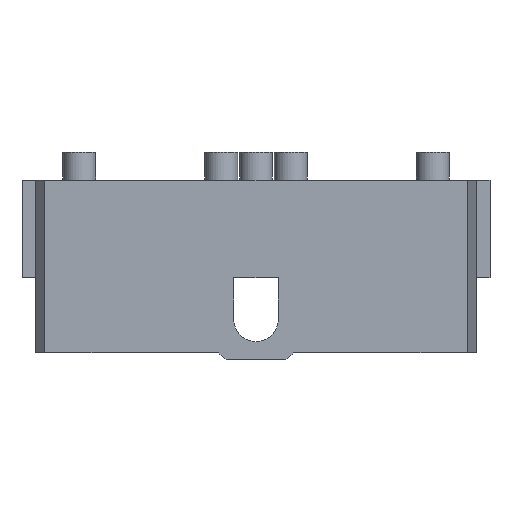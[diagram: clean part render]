
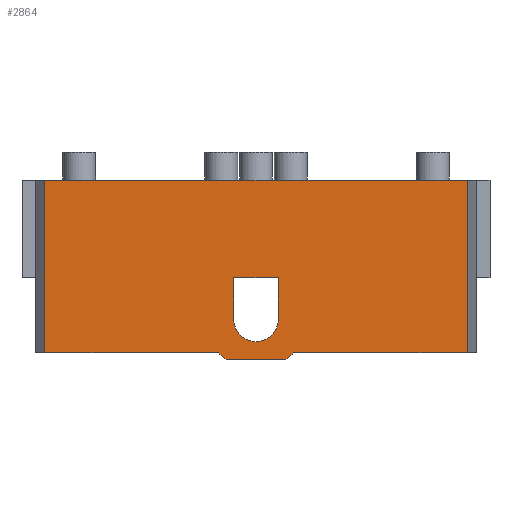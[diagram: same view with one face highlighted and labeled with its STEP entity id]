
A CAD part, front view. The second image highlights one B-rep face of the part: STEP entity #2864.
In plain terms, the highlighted planar face has unit normal (0, -1, 0).
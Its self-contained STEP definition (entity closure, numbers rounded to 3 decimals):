
#228=DIRECTION('',(1.,0.,0.));
#229=VECTOR('',#228,3.2);
#230=CARTESIAN_POINT('',(-1.6,-11.6,-3.5));
#231=LINE('',#230,#229);
#448=DIRECTION('',(0.,0.,1.));
#449=VECTOR('',#448,12.4);
#450=CARTESIAN_POINT('',(15.165,-11.6,-8.9));
#451=LINE('',#450,#449);
#503=DIRECTION('',(0.,0.,1.));
#504=VECTOR('',#503,3.);
#505=CARTESIAN_POINT('',(-1.6,-11.6,-6.5));
#506=LINE('',#505,#504);
#507=CARTESIAN_POINT('',(0.,-11.6,-6.5));
#508=DIRECTION('',(0.,1.,0.));
#509=DIRECTION('',(1.,0.,0.));
#510=AXIS2_PLACEMENT_3D('',#507,#508,#509);
#512=DIRECTION('',(0.,0.,-1.));
#513=VECTOR('',#512,3.);
#514=CARTESIAN_POINT('',(1.6,-11.6,-3.5));
#515=LINE('',#514,#513);
#516=DIRECTION('',(1.,0.,0.));
#517=VECTOR('',#516,12.482);
#518=CARTESIAN_POINT('',(2.683,-11.6,-8.9));
#519=LINE('',#518,#517);
#520=CARTESIAN_POINT('',(0.,-11.6,-6.5));
#521=DIRECTION('',(0.,-1.,0.));
#522=DIRECTION('',(0.593,0.,-0.806));
#523=AXIS2_PLACEMENT_3D('',#520,#521,#522);
#525=DIRECTION('',(1.,0.,0.));
#526=VECTOR('',#525,4.266);
#527=CARTESIAN_POINT('',(-2.133,-11.6,-9.4));
#528=LINE('',#527,#526);
#529=CARTESIAN_POINT('',(0.,-11.6,-6.5));
#530=DIRECTION('',(0.,-1.,0.));
#531=DIRECTION('',(-0.745,0.,-0.667));
#532=AXIS2_PLACEMENT_3D('',#529,#530,#531);
#534=DIRECTION('',(1.,0.,0.));
#535=VECTOR('',#534,12.482);
#536=CARTESIAN_POINT('',(-15.165,-11.6,-8.9));
#537=LINE('',#536,#535);
#546=DIRECTION('',(0.,0.,-1.));
#547=VECTOR('',#546,12.4);
#548=CARTESIAN_POINT('',(-15.165,-11.6,3.5));
#549=LINE('',#548,#547);
#928=DIRECTION('',(1.,0.,0.));
#929=VECTOR('',#928,30.331);
#930=CARTESIAN_POINT('',(-15.165,-11.6,3.5));
#931=LINE('',#930,#929);
#1864=CARTESIAN_POINT('',(-15.165,-11.6,3.5));
#1865=VERTEX_POINT('',#1864);
#1866=CARTESIAN_POINT('',(15.165,-11.6,3.5));
#1867=VERTEX_POINT('',#1866);
#1944=CARTESIAN_POINT('',(1.6,-11.6,-6.5));
#1945=CARTESIAN_POINT('',(-1.6,-11.6,-6.5));
#1946=VERTEX_POINT('',#1944);
#1947=VERTEX_POINT('',#1945);
#1948=CARTESIAN_POINT('',(-2.683,-11.6,-8.9));
#1949=CARTESIAN_POINT('',(-2.133,-11.6,-9.4));
#1950=VERTEX_POINT('',#1948);
#1951=VERTEX_POINT('',#1949);
#1952=CARTESIAN_POINT('',(2.133,-11.6,-9.4));
#1953=VERTEX_POINT('',#1952);
#1954=CARTESIAN_POINT('',(2.683,-11.6,-8.9));
#1955=VERTEX_POINT('',#1954);
#1980=CARTESIAN_POINT('',(1.6,-11.6,-3.5));
#1981=VERTEX_POINT('',#1980);
#1982=CARTESIAN_POINT('',(-1.6,-11.6,-3.5));
#1983=VERTEX_POINT('',#1982);
#2292=CARTESIAN_POINT('',(-15.165,-11.6,-8.9));
#2293=VERTEX_POINT('',#2292);
#2294=CARTESIAN_POINT('',(15.165,-11.6,-8.9));
#2295=VERTEX_POINT('',#2294);
#2835=CARTESIAN_POINT('',(-15.165,-11.6,-3.5));
#2836=DIRECTION('',(0.,-1.,0.));
#2837=DIRECTION('',(1.,0.,0.));
#2838=AXIS2_PLACEMENT_3D('',#2835,#2836,#2837);
#2839=PLANE('',#2838);
#2841=ORIENTED_EDGE('',*,*,#2840,.F.);
#2843=ORIENTED_EDGE('',*,*,#2842,.T.);
#2844=ORIENTED_EDGE('',*,*,#2768,.F.);
#2845=ORIENTED_EDGE('',*,*,#2788,.F.);
#2847=ORIENTED_EDGE('',*,*,#2846,.F.);
#2849=ORIENTED_EDGE('',*,*,#2848,.F.);
#2851=ORIENTED_EDGE('',*,*,#2850,.F.);
#2853=ORIENTED_EDGE('',*,*,#2852,.F.);
#2854=EDGE_LOOP('',(#2841,#2843,#2844,#2845,#2847,#2849,#2851,#2853));
#2855=FACE_OUTER_BOUND('',#2854,.F.);
#2856=ORIENTED_EDGE('',*,*,#2375,.F.);
#2858=ORIENTED_EDGE('',*,*,#2857,.F.);
#2860=ORIENTED_EDGE('',*,*,#2859,.F.);
#2861=ORIENTED_EDGE('',*,*,#2827,.F.);
#2862=EDGE_LOOP('',(#2856,#2858,#2860,#2861));
#2863=FACE_BOUND('',#2862,.F.);
#511=CIRCLE('',#510,1.6);
#524=CIRCLE('',#523,3.6);
#533=CIRCLE('',#532,3.6);
#2375=EDGE_CURVE('',#1983,#1981,#231,.T.);
#2768=EDGE_CURVE('',#2295,#1867,#451,.T.);
#2788=EDGE_CURVE('',#1955,#2295,#519,.T.);
#2827=EDGE_CURVE('',#1981,#1946,#515,.T.);
#2840=EDGE_CURVE('',#1865,#2293,#549,.T.);
#2842=EDGE_CURVE('',#1865,#1867,#931,.T.);
#2846=EDGE_CURVE('',#1953,#1955,#524,.T.);
#2848=EDGE_CURVE('',#1951,#1953,#528,.T.);
#2850=EDGE_CURVE('',#1950,#1951,#533,.T.);
#2852=EDGE_CURVE('',#2293,#1950,#537,.T.);
#2857=EDGE_CURVE('',#1947,#1983,#506,.T.);
#2859=EDGE_CURVE('',#1946,#1947,#511,.T.);
#2864=ADVANCED_FACE('',(#2855,#2863),#2839,.T.);
